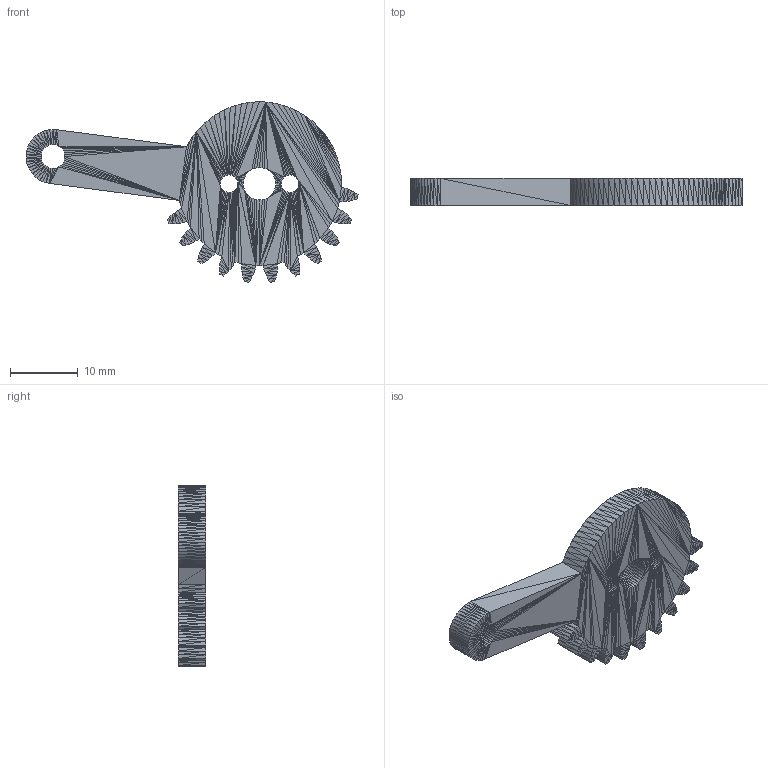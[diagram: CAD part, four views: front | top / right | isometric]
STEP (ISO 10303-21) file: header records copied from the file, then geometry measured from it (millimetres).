
FILE_DESCRIPTION((' Model'),'2;1');
FILE_NAME(' Shape Model','2024-05-18T00:42:53',(''),( ''),' ','','Unknown');
FILE_SCHEMA(('AUTOMOTIVE_DESIGN { 1 0 10303 214 1 1 1 1 }'));
Products named in the file (1):  STEP translator 7.5 1
Bounding box: 49.02 x 4 x 26.63 mm (x, y, z)
Surface area: 2101.3 mm2 (no closed solid volume)
Topology: 0 solids, 1 shells, 1424 faces, 2136 edges, 706 vertices
Faces by surface type: plane 1424
Entity records: 53406 total; most frequent: CARTESIAN_POINT 10675, DIRECTION 7122, ORIENTED_EDGE 4272, LINE 4272, VECTOR 4272, PCURVE 4272, DEFINITIONAL_REPRESENTATION 4272, EDGE_CURVE 2136
